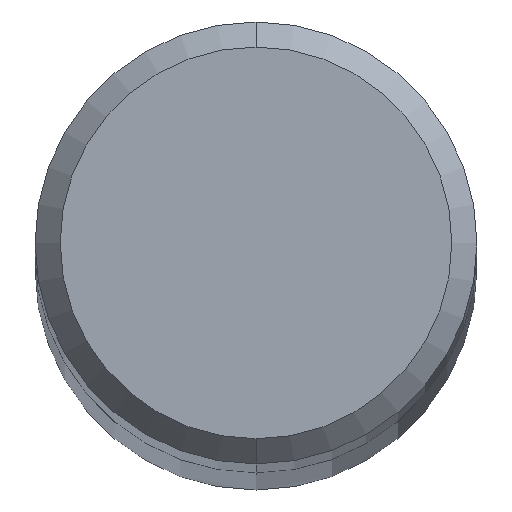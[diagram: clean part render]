
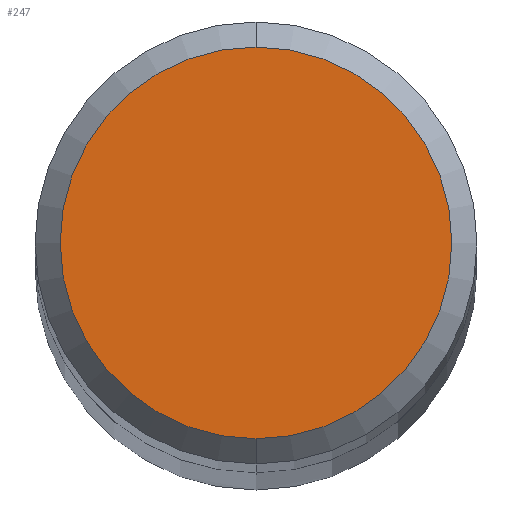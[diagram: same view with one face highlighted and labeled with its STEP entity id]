
A CAD part, top view. The second image highlights one B-rep face of the part: STEP entity #247.
In plain terms, the highlighted planar face has unit normal (0, 0, 1).
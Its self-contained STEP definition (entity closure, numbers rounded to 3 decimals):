
#187=VERTEX_POINT('',#447);
#213=EDGE_CURVE('',#187,#293,#474,.T.);
#247=ADVANCED_FACE('',(#511),#512,.T.);
#293=VERTEX_POINT('',#564);
#323=EDGE_CURVE('',#293,#187,#595,.T.);
#447=CARTESIAN_POINT('',(0.,-3.9,98.0));
#474=CIRCLE('',#796,3.9);
#511=FACE_OUTER_BOUND('',#901,.T.);
#512=PLANE('',#902);
#564=CARTESIAN_POINT('',(0.0,3.9,98.0));
#595=CIRCLE('',#1106,3.9);
#796=AXIS2_PLACEMENT_3D('',#1318,#1319,#1320);
#901=EDGE_LOOP('',(#1365,#1366));
#902=AXIS2_PLACEMENT_3D('',#1367,#1368,#1369);
#1106=AXIS2_PLACEMENT_3D('',#1465,#1466,#1467);
#1318=CARTESIAN_POINT('',(0.0,0.0,98.0));
#1319=DIRECTION('',(0.0,0.0,-1.0));
#1320=DIRECTION('',(0.0,1.0,0.0));
#1365=ORIENTED_EDGE('',*,*,#323,.F.);
#1366=ORIENTED_EDGE('',*,*,#213,.F.);
#1367=CARTESIAN_POINT('',(0.0,1.95,98.0));
#1368=DIRECTION('',(0.0,0.0,1.0));
#1369=DIRECTION('',(0.0,-1.0,0.0));
#1465=CARTESIAN_POINT('',(0.0,0.0,98.0));
#1466=DIRECTION('',(0.0,0.0,-1.0));
#1467=DIRECTION('',(0.0,1.0,0.0));
